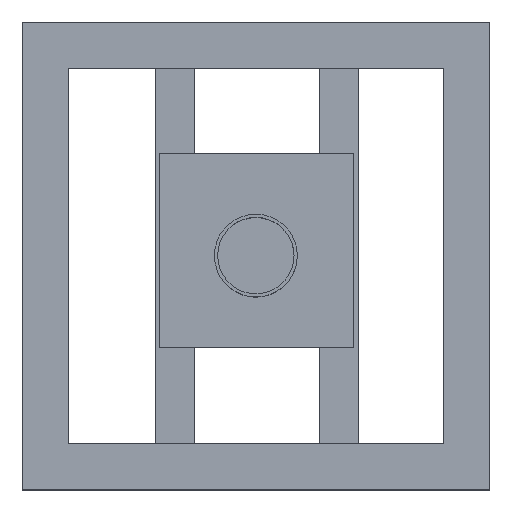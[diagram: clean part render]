
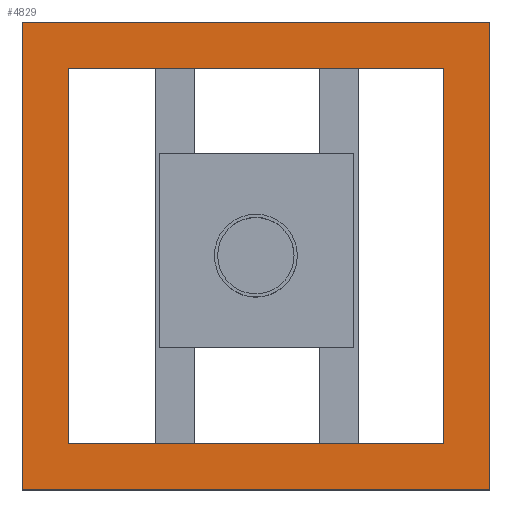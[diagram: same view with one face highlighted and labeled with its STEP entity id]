
A CAD part, top view. The second image highlights one B-rep face of the part: STEP entity #4829.
In plain terms, the highlighted planar face has unit normal (0, 0, 1).
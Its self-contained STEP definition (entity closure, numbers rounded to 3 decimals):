
#4332 = VERTEX_POINT('',#4333);
#4333 = CARTESIAN_POINT('',(-192.5,-192.5,4.));
#4340 = PLANE('',#4341);
#4341 = AXIS2_PLACEMENT_3D('',#4342,#4343,#4344);
#4342 = CARTESIAN_POINT('',(-192.5,-192.5,0.));
#4343 = DIRECTION('',(-1.,0.,0.));
#4344 = DIRECTION('',(0.,1.,0.));
#4352 = PLANE('',#4353);
#4353 = AXIS2_PLACEMENT_3D('',#4354,#4355,#4356);
#4354 = CARTESIAN_POINT('',(192.5,-192.5,0.));
#4355 = DIRECTION('',(0.,-1.,0.));
#4356 = DIRECTION('',(-1.,0.,0.));
#4364 = EDGE_CURVE('',#4332,#4365,#4367,.T.);
#4365 = VERTEX_POINT('',#4366);
#4366 = CARTESIAN_POINT('',(-192.5,192.5,4.));
#4367 = SURFACE_CURVE('',#4368,(#4372,#4379),.PCURVE_S1.);
#4368 = LINE('',#4369,#4370);
#4369 = CARTESIAN_POINT('',(-192.5,-192.5,4.));
#4370 = VECTOR('',#4371,1.);
#4371 = DIRECTION('',(0.,1.,0.));
#4372 = PCURVE('',#4340,#4373);
#4373 = DEFINITIONAL_REPRESENTATION('',(#4374),#4378);
#4374 = LINE('',#4375,#4376);
#4375 = CARTESIAN_POINT('',(0.,-4.));
#4376 = VECTOR('',#4377,1.);
#4377 = DIRECTION('',(1.,0.));
#4378 = ( GEOMETRIC_REPRESENTATION_CONTEXT(2) 
PARAMETRIC_REPRESENTATION_CONTEXT() REPRESENTATION_CONTEXT('2D SPACE',''
  ) );
#4379 = PCURVE('',#4380,#4385);
#4380 = PLANE('',#4381);
#4381 = AXIS2_PLACEMENT_3D('',#4382,#4383,#4384);
#4382 = CARTESIAN_POINT('',(0.,0.,4.));
#4383 = DIRECTION('',(-0.,-0.,-1.));
#4384 = DIRECTION('',(-1.,0.,0.));
#4385 = DEFINITIONAL_REPRESENTATION('',(#4386),#4390);
#4386 = LINE('',#4387,#4388);
#4387 = CARTESIAN_POINT('',(192.5,-192.5));
#4388 = VECTOR('',#4389,1.);
#4389 = DIRECTION('',(0.,1.));
#4390 = ( GEOMETRIC_REPRESENTATION_CONTEXT(2) 
PARAMETRIC_REPRESENTATION_CONTEXT() REPRESENTATION_CONTEXT('2D SPACE',''
  ) );
#4408 = PLANE('',#4409);
#4409 = AXIS2_PLACEMENT_3D('',#4410,#4411,#4412);
#4410 = CARTESIAN_POINT('',(-192.5,192.5,0.));
#4411 = DIRECTION('',(0.,1.,0.));
#4412 = DIRECTION('',(1.,0.,0.));
#4503 = VERTEX_POINT('',#4504);
#4504 = CARTESIAN_POINT('',(192.5,-192.5,4.));
#4518 = PLANE('',#4519);
#4519 = AXIS2_PLACEMENT_3D('',#4520,#4521,#4522);
#4520 = CARTESIAN_POINT('',(192.5,192.5,0.));
#4521 = DIRECTION('',(1.,0.,0.));
#4522 = DIRECTION('',(0.,-1.,0.));
#4530 = EDGE_CURVE('',#4503,#4332,#4531,.T.);
#4531 = SURFACE_CURVE('',#4532,(#4536,#4543),.PCURVE_S1.);
#4532 = LINE('',#4533,#4534);
#4533 = CARTESIAN_POINT('',(192.5,-192.5,4.));
#4534 = VECTOR('',#4535,1.);
#4535 = DIRECTION('',(-1.,0.,0.));
#4536 = PCURVE('',#4352,#4537);
#4537 = DEFINITIONAL_REPRESENTATION('',(#4538),#4542);
#4538 = LINE('',#4539,#4540);
#4539 = CARTESIAN_POINT('',(0.,-4.));
#4540 = VECTOR('',#4541,1.);
#4541 = DIRECTION('',(1.,0.));
#4542 = ( GEOMETRIC_REPRESENTATION_CONTEXT(2) 
PARAMETRIC_REPRESENTATION_CONTEXT() REPRESENTATION_CONTEXT('2D SPACE',''
  ) );
#4543 = PCURVE('',#4380,#4544);
#4544 = DEFINITIONAL_REPRESENTATION('',(#4545),#4549);
#4545 = LINE('',#4546,#4547);
#4546 = CARTESIAN_POINT('',(-192.5,-192.5));
#4547 = VECTOR('',#4548,1.);
#4548 = DIRECTION('',(1.,0.));
#4549 = ( GEOMETRIC_REPRESENTATION_CONTEXT(2) 
PARAMETRIC_REPRESENTATION_CONTEXT() REPRESENTATION_CONTEXT('2D SPACE',''
  ) );
#4577 = EDGE_CURVE('',#4365,#4578,#4580,.T.);
#4578 = VERTEX_POINT('',#4579);
#4579 = CARTESIAN_POINT('',(192.5,192.5,4.));
#4580 = SURFACE_CURVE('',#4581,(#4585,#4592),.PCURVE_S1.);
#4581 = LINE('',#4582,#4583);
#4582 = CARTESIAN_POINT('',(-192.5,192.5,4.));
#4583 = VECTOR('',#4584,1.);
#4584 = DIRECTION('',(1.,0.,0.));
#4585 = PCURVE('',#4408,#4586);
#4586 = DEFINITIONAL_REPRESENTATION('',(#4587),#4591);
#4587 = LINE('',#4588,#4589);
#4588 = CARTESIAN_POINT('',(0.,-4.));
#4589 = VECTOR('',#4590,1.);
#4590 = DIRECTION('',(1.,0.));
#4591 = ( GEOMETRIC_REPRESENTATION_CONTEXT(2) 
PARAMETRIC_REPRESENTATION_CONTEXT() REPRESENTATION_CONTEXT('2D SPACE',''
  ) );
#4592 = PCURVE('',#4380,#4593);
#4593 = DEFINITIONAL_REPRESENTATION('',(#4594),#4598);
#4594 = LINE('',#4595,#4596);
#4595 = CARTESIAN_POINT('',(192.5,192.5));
#4596 = VECTOR('',#4597,1.);
#4597 = DIRECTION('',(-1.,0.));
#4598 = ( GEOMETRIC_REPRESENTATION_CONTEXT(2) 
PARAMETRIC_REPRESENTATION_CONTEXT() REPRESENTATION_CONTEXT('2D SPACE',''
  ) );
#4829 = ADVANCED_FACE('',(#4830,#4856),#4380,.F.);
#4830 = FACE_BOUND('',#4831,.F.);
#4831 = EDGE_LOOP('',(#4832,#4833,#4854,#4855));
#4832 = ORIENTED_EDGE('',*,*,#4577,.T.);
#4833 = ORIENTED_EDGE('',*,*,#4834,.T.);
#4834 = EDGE_CURVE('',#4578,#4503,#4835,.T.);
#4835 = SURFACE_CURVE('',#4836,(#4840,#4847),.PCURVE_S1.);
#4836 = LINE('',#4837,#4838);
#4837 = CARTESIAN_POINT('',(192.5,192.5,4.));
#4838 = VECTOR('',#4839,1.);
#4839 = DIRECTION('',(0.,-1.,0.));
#4840 = PCURVE('',#4380,#4841);
#4841 = DEFINITIONAL_REPRESENTATION('',(#4842),#4846);
#4842 = LINE('',#4843,#4844);
#4843 = CARTESIAN_POINT('',(-192.5,192.5));
#4844 = VECTOR('',#4845,1.);
#4845 = DIRECTION('',(0.,-1.));
#4846 = ( GEOMETRIC_REPRESENTATION_CONTEXT(2) 
PARAMETRIC_REPRESENTATION_CONTEXT() REPRESENTATION_CONTEXT('2D SPACE',''
  ) );
#4847 = PCURVE('',#4518,#4848);
#4848 = DEFINITIONAL_REPRESENTATION('',(#4849),#4853);
#4849 = LINE('',#4850,#4851);
#4850 = CARTESIAN_POINT('',(0.,-4.));
#4851 = VECTOR('',#4852,1.);
#4852 = DIRECTION('',(1.,0.));
#4853 = ( GEOMETRIC_REPRESENTATION_CONTEXT(2) 
PARAMETRIC_REPRESENTATION_CONTEXT() REPRESENTATION_CONTEXT('2D SPACE',''
  ) );
#4854 = ORIENTED_EDGE('',*,*,#4530,.T.);
#4855 = ORIENTED_EDGE('',*,*,#4364,.T.);
#4856 = FACE_BOUND('',#4857,.F.);
#4857 = EDGE_LOOP('',(#4858,#4888,#4916,#4944));
#4858 = ORIENTED_EDGE('',*,*,#4859,.F.);
#4859 = EDGE_CURVE('',#4860,#4862,#4864,.T.);
#4860 = VERTEX_POINT('',#4861);
#4861 = CARTESIAN_POINT('',(-154.334,-154.666,4.));
#4862 = VERTEX_POINT('',#4863);
#4863 = CARTESIAN_POINT('',(-154.334,154.334,4.));
#4864 = SURFACE_CURVE('',#4865,(#4869,#4876),.PCURVE_S1.);
#4865 = LINE('',#4866,#4867);
#4866 = CARTESIAN_POINT('',(-154.334,-154.666,4.));
#4867 = VECTOR('',#4868,1.);
#4868 = DIRECTION('',(0.,1.,0.));
#4869 = PCURVE('',#4380,#4870);
#4870 = DEFINITIONAL_REPRESENTATION('',(#4871),#4875);
#4871 = LINE('',#4872,#4873);
#4872 = CARTESIAN_POINT('',(154.334,-154.666));
#4873 = VECTOR('',#4874,1.);
#4874 = DIRECTION('',(0.,1.));
#4875 = ( GEOMETRIC_REPRESENTATION_CONTEXT(2) 
PARAMETRIC_REPRESENTATION_CONTEXT() REPRESENTATION_CONTEXT('2D SPACE',''
  ) );
#4876 = PCURVE('',#4877,#4882);
#4877 = PLANE('',#4878);
#4878 = AXIS2_PLACEMENT_3D('',#4879,#4880,#4881);
#4879 = CARTESIAN_POINT('',(-154.334,-154.666,0.));
#4880 = DIRECTION('',(-1.,0.,0.));
#4881 = DIRECTION('',(0.,1.,0.));
#4882 = DEFINITIONAL_REPRESENTATION('',(#4883),#4887);
#4883 = LINE('',#4884,#4885);
#4884 = CARTESIAN_POINT('',(0.,-4.));
#4885 = VECTOR('',#4886,1.);
#4886 = DIRECTION('',(1.,0.));
#4887 = ( GEOMETRIC_REPRESENTATION_CONTEXT(2) 
PARAMETRIC_REPRESENTATION_CONTEXT() REPRESENTATION_CONTEXT('2D SPACE',''
  ) );
#4888 = ORIENTED_EDGE('',*,*,#4889,.F.);
#4889 = EDGE_CURVE('',#4890,#4860,#4892,.T.);
#4890 = VERTEX_POINT('',#4891);
#4891 = CARTESIAN_POINT('',(154.666,-154.666,4.));
#4892 = SURFACE_CURVE('',#4893,(#4897,#4904),.PCURVE_S1.);
#4893 = LINE('',#4894,#4895);
#4894 = CARTESIAN_POINT('',(154.666,-154.666,4.));
#4895 = VECTOR('',#4896,1.);
#4896 = DIRECTION('',(-1.,0.,0.));
#4897 = PCURVE('',#4380,#4898);
#4898 = DEFINITIONAL_REPRESENTATION('',(#4899),#4903);
#4899 = LINE('',#4900,#4901);
#4900 = CARTESIAN_POINT('',(-154.666,-154.666));
#4901 = VECTOR('',#4902,1.);
#4902 = DIRECTION('',(1.,0.));
#4903 = ( GEOMETRIC_REPRESENTATION_CONTEXT(2) 
PARAMETRIC_REPRESENTATION_CONTEXT() REPRESENTATION_CONTEXT('2D SPACE',''
  ) );
#4904 = PCURVE('',#4905,#4910);
#4905 = PLANE('',#4906);
#4906 = AXIS2_PLACEMENT_3D('',#4907,#4908,#4909);
#4907 = CARTESIAN_POINT('',(154.666,-154.666,0.));
#4908 = DIRECTION('',(0.,-1.,0.));
#4909 = DIRECTION('',(-1.,0.,0.));
#4910 = DEFINITIONAL_REPRESENTATION('',(#4911),#4915);
#4911 = LINE('',#4912,#4913);
#4912 = CARTESIAN_POINT('',(0.,-4.));
#4913 = VECTOR('',#4914,1.);
#4914 = DIRECTION('',(1.,0.));
#4915 = ( GEOMETRIC_REPRESENTATION_CONTEXT(2) 
PARAMETRIC_REPRESENTATION_CONTEXT() REPRESENTATION_CONTEXT('2D SPACE',''
  ) );
#4916 = ORIENTED_EDGE('',*,*,#4917,.F.);
#4917 = EDGE_CURVE('',#4918,#4890,#4920,.T.);
#4918 = VERTEX_POINT('',#4919);
#4919 = CARTESIAN_POINT('',(154.666,154.334,4.));
#4920 = SURFACE_CURVE('',#4921,(#4925,#4932),.PCURVE_S1.);
#4921 = LINE('',#4922,#4923);
#4922 = CARTESIAN_POINT('',(154.666,154.334,4.));
#4923 = VECTOR('',#4924,1.);
#4924 = DIRECTION('',(0.,-1.,0.));
#4925 = PCURVE('',#4380,#4926);
#4926 = DEFINITIONAL_REPRESENTATION('',(#4927),#4931);
#4927 = LINE('',#4928,#4929);
#4928 = CARTESIAN_POINT('',(-154.666,154.334));
#4929 = VECTOR('',#4930,1.);
#4930 = DIRECTION('',(0.,-1.));
#4931 = ( GEOMETRIC_REPRESENTATION_CONTEXT(2) 
PARAMETRIC_REPRESENTATION_CONTEXT() REPRESENTATION_CONTEXT('2D SPACE',''
  ) );
#4932 = PCURVE('',#4933,#4938);
#4933 = PLANE('',#4934);
#4934 = AXIS2_PLACEMENT_3D('',#4935,#4936,#4937);
#4935 = CARTESIAN_POINT('',(154.666,154.334,0.));
#4936 = DIRECTION('',(1.,0.,0.));
#4937 = DIRECTION('',(0.,-1.,0.));
#4938 = DEFINITIONAL_REPRESENTATION('',(#4939),#4943);
#4939 = LINE('',#4940,#4941);
#4940 = CARTESIAN_POINT('',(0.,-4.));
#4941 = VECTOR('',#4942,1.);
#4942 = DIRECTION('',(1.,0.));
#4943 = ( GEOMETRIC_REPRESENTATION_CONTEXT(2) 
PARAMETRIC_REPRESENTATION_CONTEXT() REPRESENTATION_CONTEXT('2D SPACE',''
  ) );
#4944 = ORIENTED_EDGE('',*,*,#4945,.F.);
#4945 = EDGE_CURVE('',#4862,#4918,#4946,.T.);
#4946 = SURFACE_CURVE('',#4947,(#4951,#4958),.PCURVE_S1.);
#4947 = LINE('',#4948,#4949);
#4948 = CARTESIAN_POINT('',(-154.334,154.334,4.));
#4949 = VECTOR('',#4950,1.);
#4950 = DIRECTION('',(1.,0.,0.));
#4951 = PCURVE('',#4380,#4952);
#4952 = DEFINITIONAL_REPRESENTATION('',(#4953),#4957);
#4953 = LINE('',#4954,#4955);
#4954 = CARTESIAN_POINT('',(154.334,154.334));
#4955 = VECTOR('',#4956,1.);
#4956 = DIRECTION('',(-1.,0.));
#4957 = ( GEOMETRIC_REPRESENTATION_CONTEXT(2) 
PARAMETRIC_REPRESENTATION_CONTEXT() REPRESENTATION_CONTEXT('2D SPACE',''
  ) );
#4958 = PCURVE('',#4959,#4964);
#4959 = PLANE('',#4960);
#4960 = AXIS2_PLACEMENT_3D('',#4961,#4962,#4963);
#4961 = CARTESIAN_POINT('',(-154.334,154.334,0.));
#4962 = DIRECTION('',(0.,1.,0.));
#4963 = DIRECTION('',(1.,0.,0.));
#4964 = DEFINITIONAL_REPRESENTATION('',(#4965),#4969);
#4965 = LINE('',#4966,#4967);
#4966 = CARTESIAN_POINT('',(0.,-4.));
#4967 = VECTOR('',#4968,1.);
#4968 = DIRECTION('',(1.,0.));
#4969 = ( GEOMETRIC_REPRESENTATION_CONTEXT(2) 
PARAMETRIC_REPRESENTATION_CONTEXT() REPRESENTATION_CONTEXT('2D SPACE',''
  ) );
